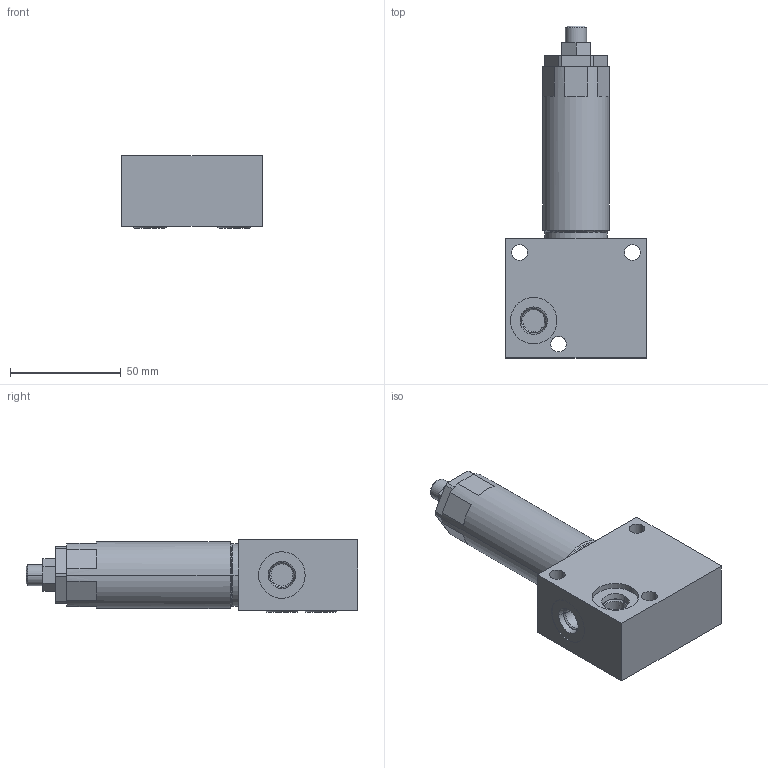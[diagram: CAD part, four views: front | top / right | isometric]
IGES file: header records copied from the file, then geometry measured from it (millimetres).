
Start section:  PTC IGES file: ilc70541010.igs
Global section: file name: ilc70541010.igs; native system: Pro/ENGINEER by Parametric Technology Corporation; preprocessor: 2007460; author: dc; organization: Unknown; date: 20121012.091955; units: inch
Bounding box: 63.5 x 149.61 x 32.61 mm (x, y, z)
Surface area: 30380.5 mm2 (no closed solid volume)
Topology: 0 solids, 0 shells, 159 faces, 931 edges, 1026 vertices
Faces by surface type: revolution 103, bspline 56
